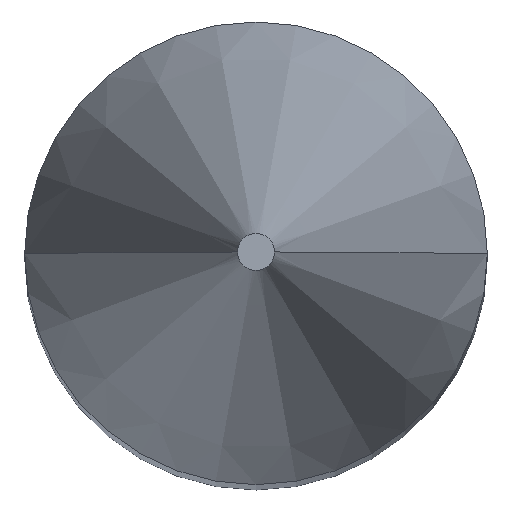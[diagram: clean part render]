
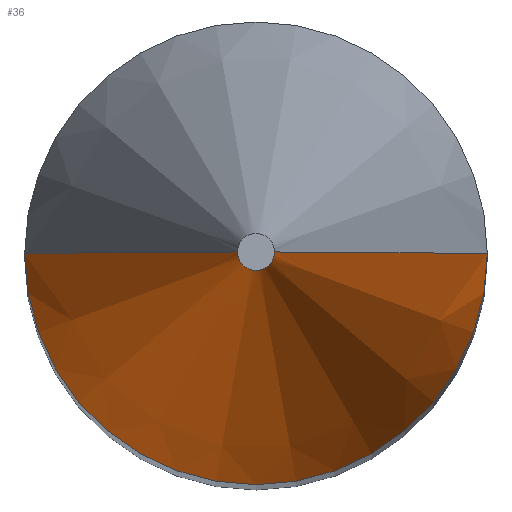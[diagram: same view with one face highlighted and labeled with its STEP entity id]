
A CAD part, top view. The second image highlights one B-rep face of the part: STEP entity #36.
In plain terms, the highlighted conical face has half-angle 15 degrees and reference radius 0.254 mm.
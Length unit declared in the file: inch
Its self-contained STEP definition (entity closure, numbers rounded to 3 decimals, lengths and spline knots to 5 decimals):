
#6 = CIRCLE ( 'NONE', #84, 0.125 ) ;
#7 = DIRECTION ( 'NONE',  ( 0., 0., -1. ) ) ;
#12 = ORIENTED_EDGE ( 'NONE', *, *, #81, .F. ) ;
#20 = AXIS2_PLACEMENT_3D ( 'NONE', #234, #83, #249 ) ;
#28 = ORIENTED_EDGE ( 'NONE', *, *, #210, .F. ) ;
#30 = VERTEX_POINT ( 'NONE', #206 ) ;
#35 = VECTOR ( 'NONE', #137, 39.37008 ) ;
#36 = ADVANCED_FACE ( 'NONE', ( #69 ), #143, .T. ) ;
#48 = DIRECTION ( 'NONE',  ( 0.259, 0., -0.966 ) ) ;
#55 = VERTEX_POINT ( 'NONE', #213 ) ;
#58 = DIRECTION ( 'NONE',  ( 0., 0., -1. ) ) ;
#59 = EDGE_CURVE ( 'NONE', #55, #180, #92, .T. ) ;
#63 = LINE ( 'NONE', #134, #35 ) ;
#69 = FACE_OUTER_BOUND ( 'NONE', #176, .T. ) ;
#81 = EDGE_CURVE ( 'NONE', #90, #30, #6, .T. ) ;
#83 = DIRECTION ( 'NONE',  ( 0., 0., -1. ) ) ;
#84 = AXIS2_PLACEMENT_3D ( 'NONE', #246, #58, #117 ) ;
#89 = DIRECTION ( 'NONE',  ( 1., 0., 0. ) ) ;
#90 = VERTEX_POINT ( 'NONE', #194 ) ;
#92 = CIRCLE ( 'NONE', #20, 0.01 ) ;
#102 = VECTOR ( 'NONE', #48, 39.37008 ) ;
#117 = DIRECTION ( 'NONE',  ( -1., 0., 0. ) ) ;
#123 = CARTESIAN_POINT ( 'NONE',  ( 0.01, 0., 2.5 ) ) ;
#134 = CARTESIAN_POINT ( 'NONE',  ( -0.01, 0., 2.5 ) ) ;
#137 = DIRECTION ( 'NONE',  ( -0.259, 0., -0.966 ) ) ;
#143 = CONICAL_SURFACE ( 'NONE', #193, 0.01, 0.262 ) ;
#160 = LINE ( 'NONE', #123, #102 ) ;
#164 = ORIENTED_EDGE ( 'NONE', *, *, #186, .T. ) ;
#176 = EDGE_LOOP ( 'NONE', ( #196, #164, #12, #28 ) ) ;
#180 = VERTEX_POINT ( 'NONE', #233 ) ;
#186 = EDGE_CURVE ( 'NONE', #180, #30, #63, .T. ) ;
#193 = AXIS2_PLACEMENT_3D ( 'NONE', #203, #7, #89 ) ;
#194 = CARTESIAN_POINT ( 'NONE',  ( 0.125, 0., 2.07081 ) ) ;
#196 = ORIENTED_EDGE ( 'NONE', *, *, #59, .T. ) ;
#203 = CARTESIAN_POINT ( 'NONE',  ( 0., 0., 2.5 ) ) ;
#206 = CARTESIAN_POINT ( 'NONE',  ( -0.125, 0., 2.07081 ) ) ;
#210 = EDGE_CURVE ( 'NONE', #55, #90, #160, .T. ) ;
#213 = CARTESIAN_POINT ( 'NONE',  ( 0.01, 0., 2.5 ) ) ;
#233 = CARTESIAN_POINT ( 'NONE',  ( -0.01, 0., 2.5 ) ) ;
#234 = CARTESIAN_POINT ( 'NONE',  ( 0., 0., 2.5 ) ) ;
#246 = CARTESIAN_POINT ( 'NONE',  ( 0., 0., 2.07081 ) ) ;
#249 = DIRECTION ( 'NONE',  ( -1., 0., 0. ) ) ;
